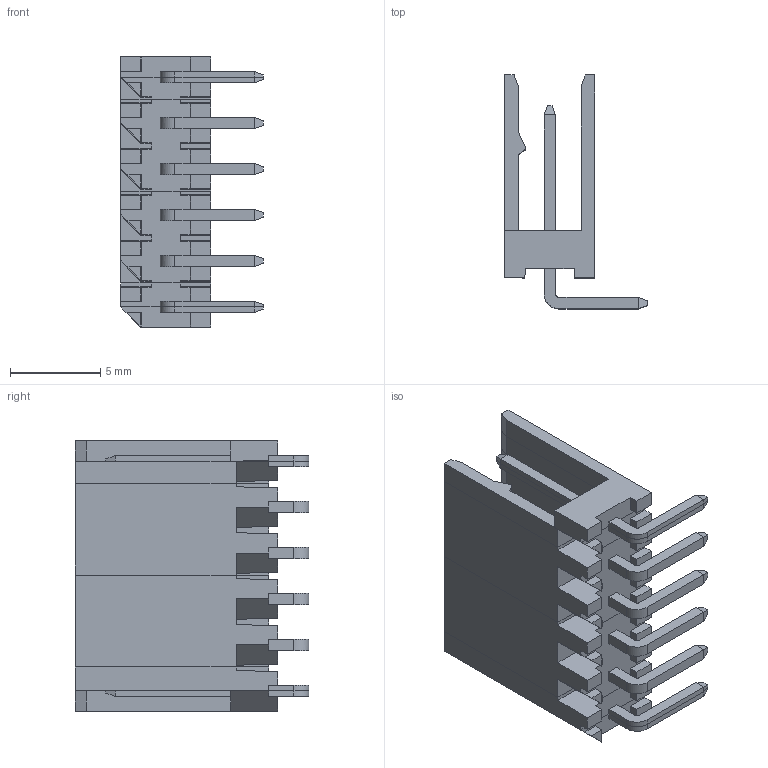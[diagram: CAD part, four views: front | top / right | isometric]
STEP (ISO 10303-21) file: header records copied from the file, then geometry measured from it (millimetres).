
FILE_DESCRIPTION(/* description */ (''),/* implementation_level */ '2;1');
FILE_NAME(/* name */ 'WR7314~1',/* time_stamp */ '2020-11-25T09:51:42+01:00',/* author */ (''),/* organization */ (''),/* preprocessor_version */ 'ST-DEVELOPER v15',/* originating_system */ '',/* authorisation */ '');
FILE_SCHEMA (('AUTOMOTIVE_DESIGN'));
Length unit declared in the file: millimetre
Products named in the file (1): Document
Bounding box: 7.9 x 12.92 x 14.94 mm (x, y, z)
Volume: 359.7 mm3; surface area: 1143.5 mm2
Topology: 3 solids, 3 shells, 383 faces, 1041 edges, 660 vertices
Faces by surface type: plane 363, bspline 20
Entity records: 10576 total; most frequent: CARTESIAN_POINT 3504, ORIENTED_EDGE 2082, EDGE_CURVE 1041, B_SPLINE_CURVE_WITH_KNOTS 1004, VERTEX_POINT 660, EDGE_LOOP 391, ADVANCED_FACE 383, FACE_OUTER_BOUND 383
